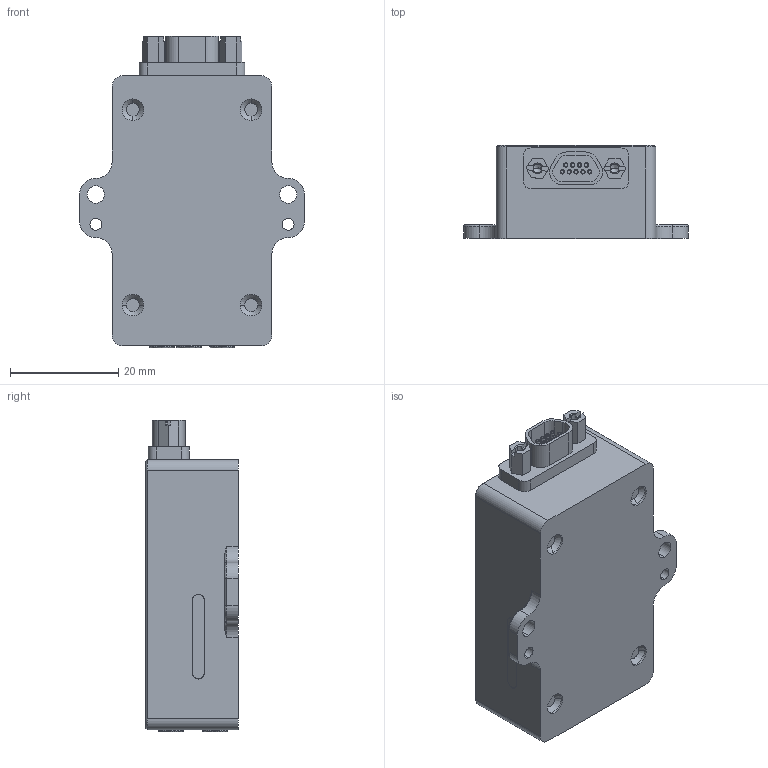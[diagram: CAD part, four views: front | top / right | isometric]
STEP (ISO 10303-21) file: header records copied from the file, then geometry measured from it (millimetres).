
FILE_DESCRIPTION (( 'STEP AP203' ), '1' );
FILE_NAME ('02-×°ÅäÌåDETA100 NEW220607.STEP', '2023-10-25T03:15:10', ( '' ), ( '' ), 'SwSTEP 2.0', 'SolidWorks 2022', '' );
FILE_SCHEMA (( 'CONFIG_CONTROL_DESIGN' ));
Products named in the file (1): 02-蚾饜极DETA100 NEW220607
Bounding box: 41.6 x 17.2 x 57.67 mm (x, y, z)
Surface area: 12257 mm2 (no closed solid volume)
Topology: 0 solids, 28 shells, 1252 faces, 3225 edges, 2046 vertices
Faces by surface type: plane 680, cylinder 360, bspline 168, cone 40, torus 4
Entity records: 116170 total; most frequent: CARTESIAN_POINT 88558, ORIENTED_EDGE 6330, DIRECTION 4622, EDGE_CURVE 3213, VERTEX_POINT 2046, AXIS2_PLACEMENT_3D 1665, EDGE_LOOP 1361, VECTOR 1292
